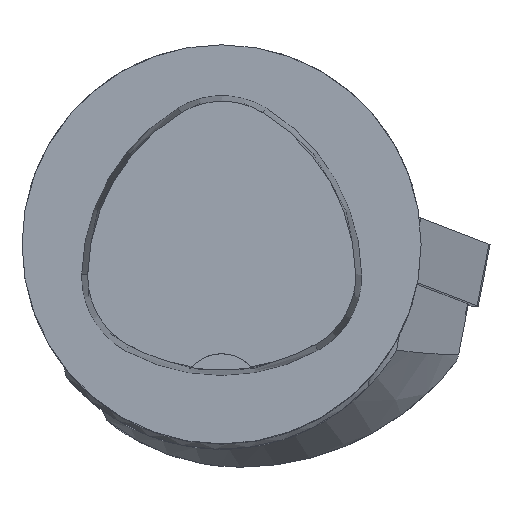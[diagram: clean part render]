
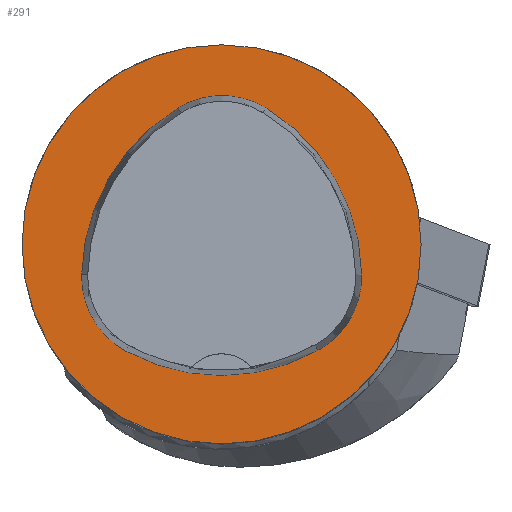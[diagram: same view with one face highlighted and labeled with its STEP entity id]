
A CAD part, top view. The second image highlights one B-rep face of the part: STEP entity #291.
In plain terms, the highlighted planar face has unit normal (0, 0, 1).
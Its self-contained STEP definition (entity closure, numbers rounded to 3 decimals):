
#291=ADVANCED_FACE('',(#701,#702),#366,.T.);
#366=PLANE('',#1952);
#701=FACE_BOUND('',#755,.T.);
#702=FACE_BOUND('',#756,.T.);
#755=EDGE_LOOP('',(#1024,#1025,#1026,#1027,#1028,#1029));
#756=EDGE_LOOP('',(#1030));
#1024=ORIENTED_EDGE('',*,*,#1610,.F.);
#1025=ORIENTED_EDGE('',*,*,#1605,.F.);
#1026=ORIENTED_EDGE('',*,*,#1600,.F.);
#1027=ORIENTED_EDGE('',*,*,#1597,.F.);
#1028=ORIENTED_EDGE('',*,*,#1594,.F.);
#1029=ORIENTED_EDGE('',*,*,#1590,.F.);
#1030=ORIENTED_EDGE('',*,*,#1613,.T.);
#1398=VERTEX_POINT('',#2915);
#1399=VERTEX_POINT('',#2916);
#1402=VERTEX_POINT('',#2924);
#1404=VERTEX_POINT('',#2930);
#1406=VERTEX_POINT('',#2936);
#1410=VERTEX_POINT('',#2949);
#1414=VERTEX_POINT('',#2967);
#1590=EDGE_CURVE('',#1398,#1399,#1751,.T.);
#1594=EDGE_CURVE('',#1399,#1402,#1753,.T.);
#1597=EDGE_CURVE('',#1402,#1404,#1755,.T.);
#1600=EDGE_CURVE('',#1404,#1406,#1757,.T.);
#1605=EDGE_CURVE('',#1406,#1410,#1760,.T.);
#1610=EDGE_CURVE('',#1410,#1398,#1763,.T.);
#1613=EDGE_CURVE('',#1414,#1414,#1766,.T.);
#1751=CIRCLE('',#1929,20.);
#1753=CIRCLE('',#1932,8.5);
#1755=CIRCLE('',#1935,20.);
#1757=CIRCLE('',#1938,8.5);
#1760=CIRCLE('',#1942,20.);
#1763=CIRCLE('',#1946,8.5);
#1766=CIRCLE('',#1951,20.);
#1929=AXIS2_PLACEMENT_3D('',#2914,#2259,#2260);
#1932=AXIS2_PLACEMENT_3D('',#2923,#2267,#2268);
#1935=AXIS2_PLACEMENT_3D('',#2929,#2274,#2275);
#1938=AXIS2_PLACEMENT_3D('',#2935,#2281,#2282);
#1942=AXIS2_PLACEMENT_3D('',#2948,#2290,#2291);
#1946=AXIS2_PLACEMENT_3D('',#2961,#2299,#2300);
#1951=AXIS2_PLACEMENT_3D('',#2966,#2309,#2310);
#1952=AXIS2_PLACEMENT_3D('',#2968,#2311,#2312);
#2259=DIRECTION('',(0.,0.,1.));
#2260=DIRECTION('',(1.,0.,0.));
#2267=DIRECTION('',(0.,0.,1.));
#2268=DIRECTION('',(1.,0.,0.));
#2274=DIRECTION('',(0.,0.,1.));
#2275=DIRECTION('',(1.,0.,0.));
#2281=DIRECTION('',(0.,0.,1.));
#2282=DIRECTION('',(1.,0.,0.));
#2290=DIRECTION('',(0.,0.,1.));
#2291=DIRECTION('',(1.,0.,0.));
#2299=DIRECTION('',(0.,0.,1.));
#2300=DIRECTION('',(1.,0.,0.));
#2309=DIRECTION('',(0.,0.,1.));
#2310=DIRECTION('',(1.,0.,0.));
#2311=DIRECTION('',(0.,0.,1.));
#2312=DIRECTION('',(-1.,0.,0.));
#2914=CARTESIAN_POINT('',(-5.955,-3.414,0.));
#2915=CARTESIAN_POINT('',(14.041,-3.042,0.));
#2916=CARTESIAN_POINT('',(4.472,13.653,0.));
#2923=CARTESIAN_POINT('',(0.04,6.4,0.));
#2924=CARTESIAN_POINT('',(-4.347,13.68,0.));
#2929=CARTESIAN_POINT('',(5.976,-3.45,0.));
#2930=CARTESIAN_POINT('',(-14.021,-3.075,0.));
#2935=CARTESIAN_POINT('',(-5.522,-3.235,0.));
#2936=CARTESIAN_POINT('',(-9.588,-10.699,0.));
#2948=CARTESIAN_POINT('',(-0.022,6.864,0.));
#2949=CARTESIAN_POINT('',(9.655,-10.639,0.));
#2961=CARTESIAN_POINT('',(5.543,-3.2,0.));
#2966=CARTESIAN_POINT('',(0.,0.,0.));
#2967=CARTESIAN_POINT('',(20.,0.,0.));
#2968=CARTESIAN_POINT('',(0.,0.,0.));
